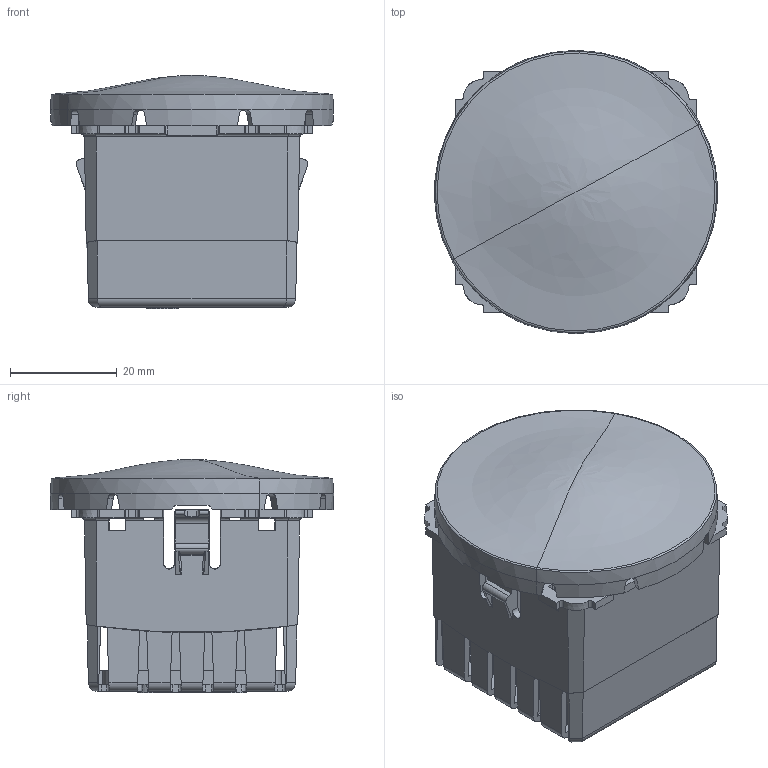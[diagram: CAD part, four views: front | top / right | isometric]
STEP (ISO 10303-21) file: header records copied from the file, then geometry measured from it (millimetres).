
FILE_DESCRIPTION(('CATIA V5 STEP Exchange','CAx-IF Rec.Pracs.--- Model Styling and Organization---1.5--- 2016-08-15','CAx-IF Rec.Pracs.---Supplemental Geometry---1.0---2011-11-01','CAx-IF Rec.Pracs.--- Composite Materials ---1.1---2010-07-15'),'2;1');
FILE_NAME('CM0276s.stp','2023-09-28T11:32:42+00:00',('none'),('none'),'CATIA Version 5-6 Release 2020 SP3','CATIA V5 STEP AP214 v2','none');
FILE_SCHEMA(('AUTOMOTIVE_DESIGN { 1 0 10303 214 1 1 1 1 }'));
Length unit declared in the file: millimetre
Products named in the file (1): CM0276 _AllCATPart
Bounding box: 52.94 x 53 x 43.6 mm (x, y, z)
Volume: 12454.5 mm3; surface area: 19481.8 mm2
Topology: 2 solids, 2 shells, 585 faces, 1952 edges, 1329 vertices
Faces by surface type: plane 320, cylinder 155, bspline 52, cone 41, torus 13, revolution 4
Entity records: 24425 total; most frequent: CARTESIAN_POINT 9529, ORIENTED_EDGE 3896, DIRECTION 1948, EDGE_CURVE 1948, VERTEX_POINT 1329, B_SPLINE_CURVE_WITH_KNOTS 878, VECTOR 875, LINE 875
